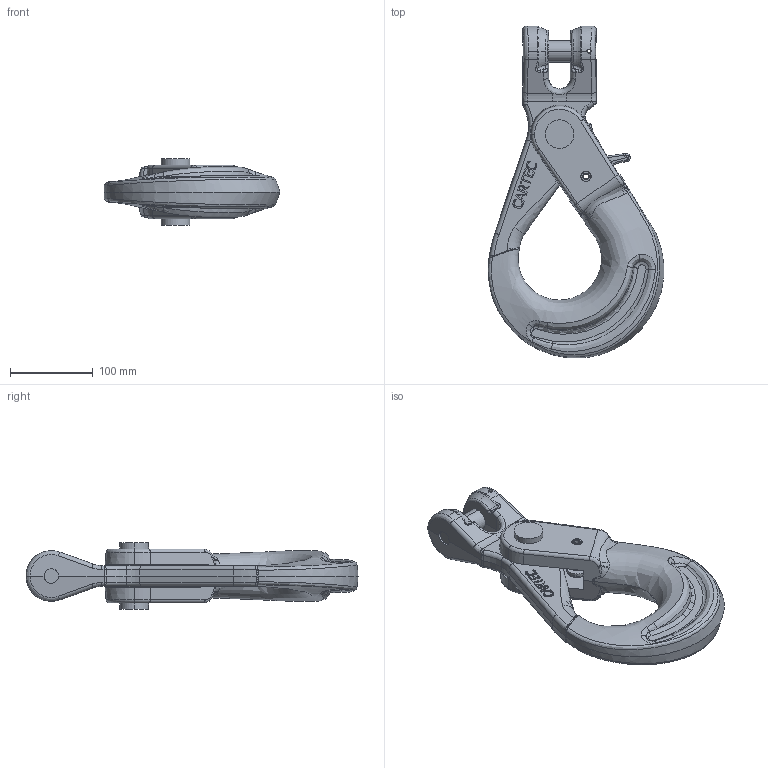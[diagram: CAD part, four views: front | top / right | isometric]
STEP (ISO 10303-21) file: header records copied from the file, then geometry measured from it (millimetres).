
FILE_DESCRIPTION(('STEP AP214'),'1');
FILE_NAME('crf_22.stp','2018-01-22T14:58:02',('TraceParts'),('TraceParts S.A.'),'Spatial InterOp 3D',' ',' ');
FILE_SCHEMA(('automotive_design'));
Length unit declared in the file: millimetre
Products named in the file (8): crf_22_1; crf_22_2; crf_22_3; crf_22_4; crf_22_5; crf_22_6; crf_22_7; crf_22_8
Bounding box: 211.79 x 400.3 x 80 mm (x, y, z)
Volume: 1715957.4 mm3; surface area: 209021.8 mm2
Topology: 8 solids, 8 shells, 595 faces, 1487 edges, 897 vertices
Faces by surface type: bspline 209, plane 149, cylinder 145, torus 50, cone 30, sphere 12
Entity records: 42585 total; most frequent: CARTESIAN_POINT 24522, ORIENTED_EDGE 2944, DIRECTION 2515, EDGE_CURVE 1472, AXIS2_PLACEMENT_3D 993, VERTEX_POINT 897, EDGE_LOOP 627, STYLED_ITEM 603
